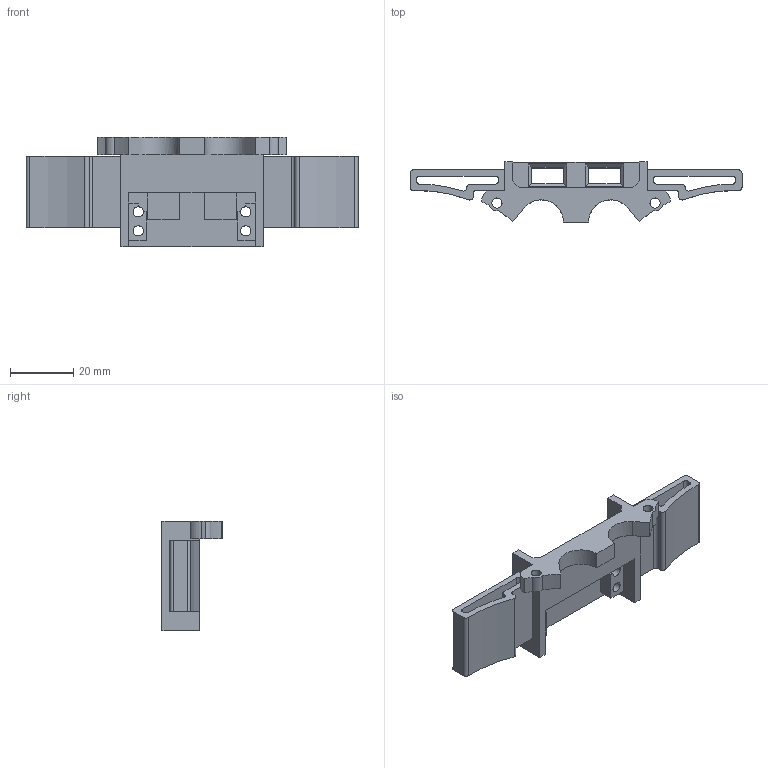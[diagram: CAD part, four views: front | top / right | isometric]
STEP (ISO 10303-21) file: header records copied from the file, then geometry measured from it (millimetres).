
FILE_DESCRIPTION (( 'STEP AP214' ), '1' );
FILE_NAME ('xt30·Öµç¼Ü.STEP', '2024-07-22T11:20:58', ( '' ), ( '' ), 'SwSTEP 2.0', 'SolidWorks 2021', '' );
FILE_SCHEMA (( 'AUTOMOTIVE_DESIGN' ));
Length unit declared in the file: millimetre
Products named in the file (1): xt30煦萇殤
Bounding box: 105 x 19 x 34.55 mm (x, y, z)
Volume: 14249.9 mm3; surface area: 12407.3 mm2
Topology: 1 solids, 1 shells, 122 faces, 354 edges, 232 vertices
Faces by surface type: plane 76, cylinder 46
Entity records: 4092 total; most frequent: CARTESIAN_POINT 709, ORIENTED_EDGE 708, DIRECTION 696, EDGE_CURVE 354, LINE 258, VECTOR 258, VERTEX_POINT 232, AXIS2_PLACEMENT_3D 219
